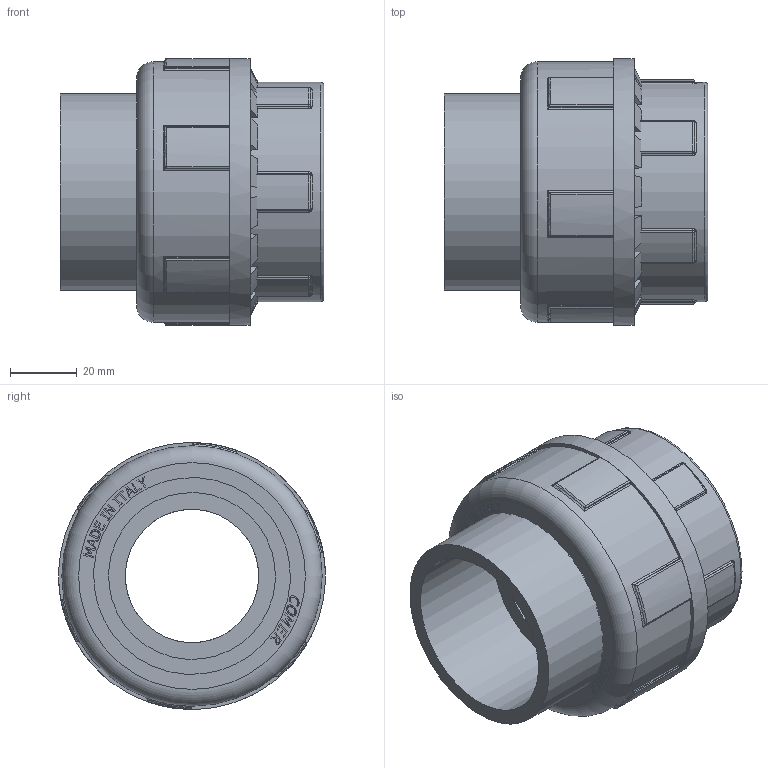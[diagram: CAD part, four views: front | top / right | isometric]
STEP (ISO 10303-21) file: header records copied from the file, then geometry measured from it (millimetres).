
FILE_DESCRIPTION(/* description */ (''),/* implementation_level */ '2;1');
FILE_NAME(/* name */ 'UN800500.stp',/* time_stamp */ '2016-11-11T16:10:07+01:00',/* author */ ('Gabriele'),/* organization */ (''),/* preprocessor_version */ 'ST-DEVELOPER v16.5',/* originating_system */ 'Autodesk Inventor 2017',/* authorisation */ '');
FILE_SCHEMA (('AUTOMOTIVE_DESIGN { 1 0 10303 214 3 1 1 }'));
Length unit declared in the file: millimetre
Products named in the file (5): UN800500; UB800500; NU800500; UE800500; LAV6187E
Assembly tree (4 placements, depth 2):
  UN800500
    UB800500
    NU800500
    UE800500
    LAV6187E
Bounding box: 79 x 80 x 80 mm (x, y, z)
Volume: 156874.9 mm3; surface area: 59428.8 mm2
Topology: 4 solids, 4 shells, 536 faces, 1330 edges, 832 vertices
Faces by surface type: plane 243, cylinder 98, bspline 93, torus 40, cone 38, sphere 24
Full cylindrical faces by diameter (mm): 40 x2, 46.24 x1, 46.881 x1, 50 x2, 58.5 x1, 58.829 x1, 59 x1, 63 x1, 65.71 x2, 78 x1, 80 x1
Entity records: 17037 total; most frequent: CARTESIAN_POINT 4718, ORIENTED_EDGE 2612, DIRECTION 2361, EDGE_CURVE 1306, VERTEX_POINT 828, AXIS2_PLACEMENT_3D 813, LINE 735, VECTOR 735
